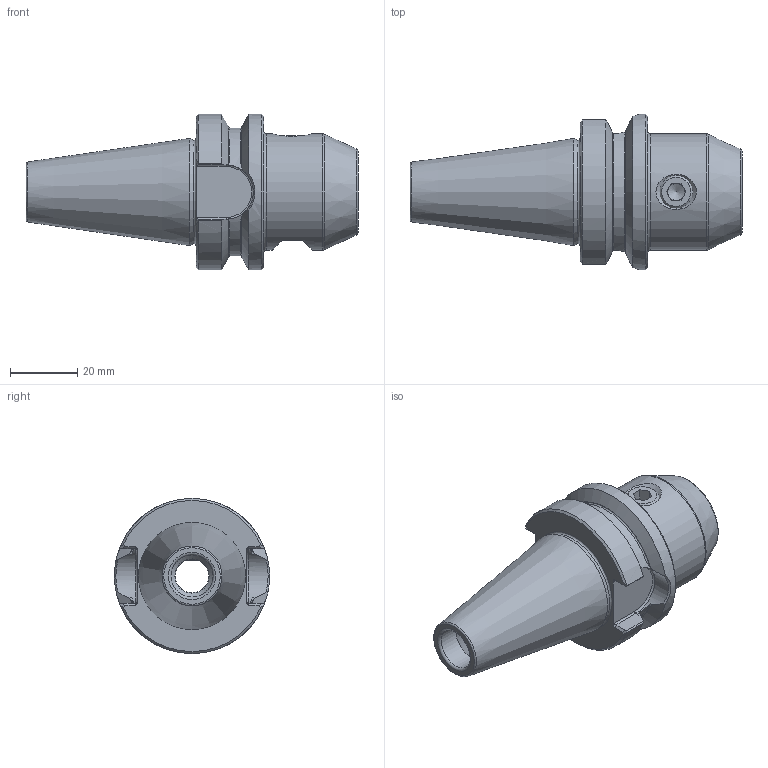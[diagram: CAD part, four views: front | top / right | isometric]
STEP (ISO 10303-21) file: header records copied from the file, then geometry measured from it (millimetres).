
FILE_DESCRIPTION( ( 'Unknown' ), '1' );
FILE_NAME( '213031020-C.stp', 'Unknown', ( 'Unknown' ), ( 'Unknown' ), 'PSStep 15.0.49', 'Unknown', ' ' );
FILE_SCHEMA( ( 'AUTOMOTIVE_DESIGN { 1 0 10303 214 1 1 1 1 }' ) );
Length unit declared in the file: millimetre
Products named in the file (2): 1; 2
Bounding box: 98.4 x 46 x 46 mm (x, y, z)
Volume: 68361 mm3; surface area: 16370.9 mm2
Topology: 2 solids, 2 shells, 106 faces, 273 edges, 172 vertices
Faces by surface type: plane 47, cylinder 23, cone 17, torus 13, bspline 6
Full cylindrical faces by diameter (mm): 8.376 x1, 10 x2, 10.106 x2, 10.5 x1, 12.5 x1, 34.5 x1, 46 x1
Entity records: 4279 total; most frequent: CARTESIAN_POINT 1088, ORIENTED_EDGE 466, DIRECTION 456, EDGE_CURVE 233, AXIS2_PLACEMENT_3D 187, VERTEX_POINT 162, EDGE_LOOP 140, FACE_OUTER_BOUND 122
